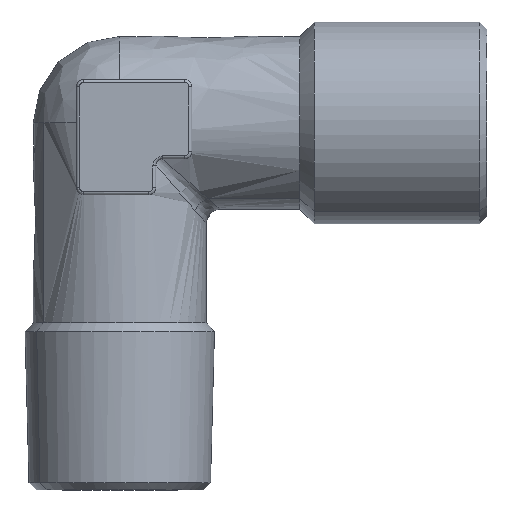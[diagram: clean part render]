
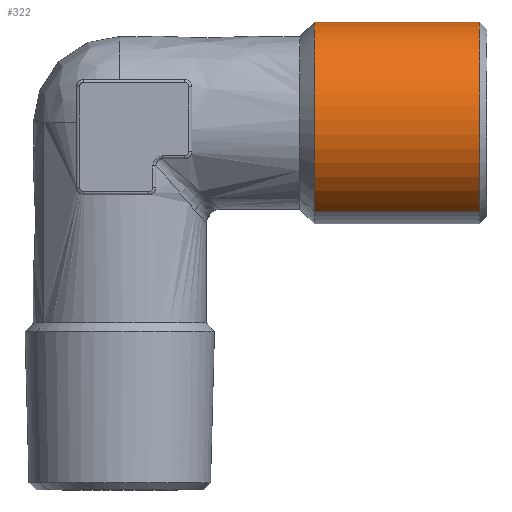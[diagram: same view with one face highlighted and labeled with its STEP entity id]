
A CAD part, left-side view. The second image highlights one B-rep face of the part: STEP entity #322.
In plain terms, the highlighted free-form (B-spline) face has degree [2, 1] with [9, 2] control points.
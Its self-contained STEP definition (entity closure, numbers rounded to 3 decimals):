
#66=(
BOUNDED_SURFACE()
B_SPLINE_SURFACE(2,1,((#5134,#5135),(#5136,#5137),(#5138,#5139),(#5140,
#5141),(#5142,#5143),(#5144,#5145),(#5146,#5147),(#5148,#5149),(#5150,#5151)),
 .UNSPECIFIED.,.T.,.F.,.F.)
B_SPLINE_SURFACE_WITH_KNOTS((3,2,2,2,3),(2,2),(0.,1.571,3.142,
4.712,6.283),(0.,13.92),.UNSPECIFIED.)
GEOMETRIC_REPRESENTATION_ITEM()
RATIONAL_B_SPLINE_SURFACE(((1.,1.),(0.707,0.707),
(1.,1.),(0.707,0.707),(1.,1.),(0.707,
0.707),(1.,1.),(0.707,0.707),(1.,1.)))
REPRESENTATION_ITEM('')
SURFACE()
);
#322=ADVANCED_FACE('',(#408),#66,.T.);
#408=FACE_OUTER_BOUND('',#496,.T.);
#496=EDGE_LOOP('',(#805,#806,#807,#808));
#805=ORIENTED_EDGE('',*,*,#1217,.F.);
#806=ORIENTED_EDGE('',*,*,#1215,.F.);
#807=ORIENTED_EDGE('',*,*,#1216,.F.);
#808=ORIENTED_EDGE('',*,*,#1218,.T.);
#1215=EDGE_CURVE('',#2036,#2035,#1697,.T.);
#1216=EDGE_CURVE('',#2037,#2036,#1488,.T.);
#1217=EDGE_CURVE('',#2035,#2038,#1489,.T.);
#1218=EDGE_CURVE('',#2037,#2038,#1698,.T.);
#1488=B_SPLINE_CURVE_WITH_KNOTS('',1,(#5161,#5162),.UNSPECIFIED.,.F.,.F.,
(2,2),(0.,11.5),.UNSPECIFIED.);
#1489=B_SPLINE_CURVE_WITH_KNOTS('',1,(#5163,#5164),.UNSPECIFIED.,.F.,.F.,
(2,2),(-11.5,0.),.UNSPECIFIED.);
#1697=(
BOUNDED_CURVE()
B_SPLINE_CURVE(2,(#5156,#5157,#5158,#5159,#5160),.UNSPECIFIED.,.F.,.F.)
B_SPLINE_CURVE_WITH_KNOTS((3,2,3),(-21.991,-10.996,
0.),.UNSPECIFIED.)
CURVE()
GEOMETRIC_REPRESENTATION_ITEM()
RATIONAL_B_SPLINE_CURVE((1.,0.707,1.,0.707,1.))
REPRESENTATION_ITEM('')
);
#1698=(
BOUNDED_CURVE()
B_SPLINE_CURVE(2,(#5165,#5166,#5167,#5168,#5169),.UNSPECIFIED.,.F.,.F.)
B_SPLINE_CURVE_WITH_KNOTS((3,2,3),(0.,10.996,21.991),
 .UNSPECIFIED.)
CURVE()
GEOMETRIC_REPRESENTATION_ITEM()
RATIONAL_B_SPLINE_CURVE((1.,0.707,1.,0.707,1.))
REPRESENTATION_ITEM('')
);
#2035=VERTEX_POINT('',#5152);
#2036=VERTEX_POINT('',#5153);
#2037=VERTEX_POINT('',#5154);
#2038=VERTEX_POINT('',#5155);
#5134=CARTESIAN_POINT('',(0.,-26.21,-7.));
#5135=CARTESIAN_POINT('',(0.,-12.29,-7.));
#5136=CARTESIAN_POINT('',(-7.,-26.21,-7.));
#5137=CARTESIAN_POINT('',(-7.,-12.29,-7.));
#5138=CARTESIAN_POINT('',(-7.,-26.21,0.));
#5139=CARTESIAN_POINT('',(-7.,-12.29,0.));
#5140=CARTESIAN_POINT('',(-7.,-26.21,7.));
#5141=CARTESIAN_POINT('',(-7.,-12.29,7.));
#5142=CARTESIAN_POINT('',(0.,-26.21,7.));
#5143=CARTESIAN_POINT('',(0.,-12.29,7.));
#5144=CARTESIAN_POINT('',(7.,-26.21,7.));
#5145=CARTESIAN_POINT('',(7.,-12.29,7.));
#5146=CARTESIAN_POINT('',(7.,-26.21,0.));
#5147=CARTESIAN_POINT('',(7.,-12.29,0.));
#5148=CARTESIAN_POINT('',(7.,-26.21,-7.));
#5149=CARTESIAN_POINT('',(7.,-12.29,-7.));
#5150=CARTESIAN_POINT('',(0.,-26.21,-7.));
#5151=CARTESIAN_POINT('',(0.,-12.29,-7.));
#5152=CARTESIAN_POINT('',(3.356,-13.5,6.143));
#5153=CARTESIAN_POINT('',(-3.356,-13.5,-6.143));
#5154=CARTESIAN_POINT('',(-3.356,-25.,-6.143));
#5155=CARTESIAN_POINT('',(3.356,-25.,6.143));
#5156=CARTESIAN_POINT('',(-3.356,-13.5,-6.143));
#5157=CARTESIAN_POINT('',(-9.499,-13.5,-2.787));
#5158=CARTESIAN_POINT('',(-6.143,-13.5,3.356));
#5159=CARTESIAN_POINT('',(-2.787,-13.5,9.499));
#5160=CARTESIAN_POINT('',(3.356,-13.5,6.143));
#5161=CARTESIAN_POINT('',(-3.356,-25.,-6.143));
#5162=CARTESIAN_POINT('',(-3.356,-13.5,-6.143));
#5163=CARTESIAN_POINT('',(3.356,-13.5,6.143));
#5164=CARTESIAN_POINT('',(3.356,-25.,6.143));
#5165=CARTESIAN_POINT('',(-3.356,-25.,-6.143));
#5166=CARTESIAN_POINT('',(-9.499,-25.,-2.787));
#5167=CARTESIAN_POINT('',(-6.143,-25.,3.356));
#5168=CARTESIAN_POINT('',(-2.787,-25.,9.499));
#5169=CARTESIAN_POINT('',(3.356,-25.,6.143));
